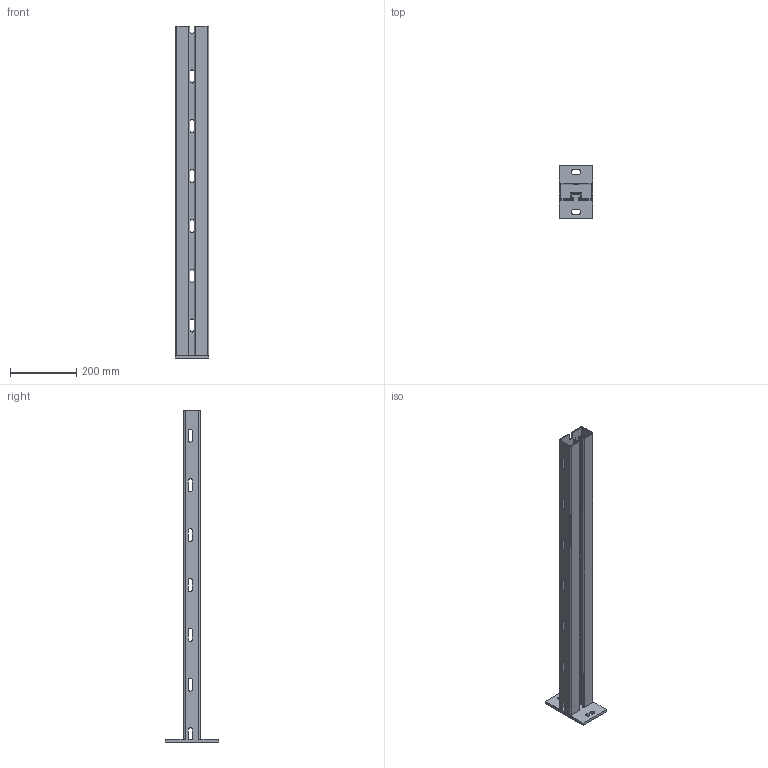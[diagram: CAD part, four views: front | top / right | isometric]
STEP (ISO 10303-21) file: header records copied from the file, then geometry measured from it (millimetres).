
FILE_DESCRIPTION(/* description */ ('MPT-Konsole Q50, 2,5 mm, Länge: 1.000 mm, feuerverzinkt'),/* implementation_level */ '2;1');
FILE_NAME(/* name */ '147943.stp',/* time_stamp */ '2016-07-29T09:58:42+02:00',/* author */ ('DMK009'),/* organization */ (''),/* preprocessor_version */ 'ST-DEVELOPER v16.5',/* originating_system */ 'Autodesk Inventor 2017',/* authorisation */ '');
FILE_SCHEMA (('AUTOMOTIVE_DESIGN { 1 0 10303 214 3 1 1 }'));
Length unit declared in the file: millimetre
Products named in the file (1): 147943
Bounding box: 100 x 160 x 1000 mm (x, y, z)
Volume: 943013 mm3; surface area: 698864.3 mm2
Topology: 1 solids, 1 shells, 168 faces, 504 edges, 336 vertices
Faces by surface type: plane 88, cylinder 80
Entity records: 6011 total; most frequent: CARTESIAN_POINT 1009, ORIENTED_EDGE 1008, DIRECTION 1002, EDGE_CURVE 504, LINE 344, VECTOR 344, VERTEX_POINT 336, AXIS2_PLACEMENT_3D 329
